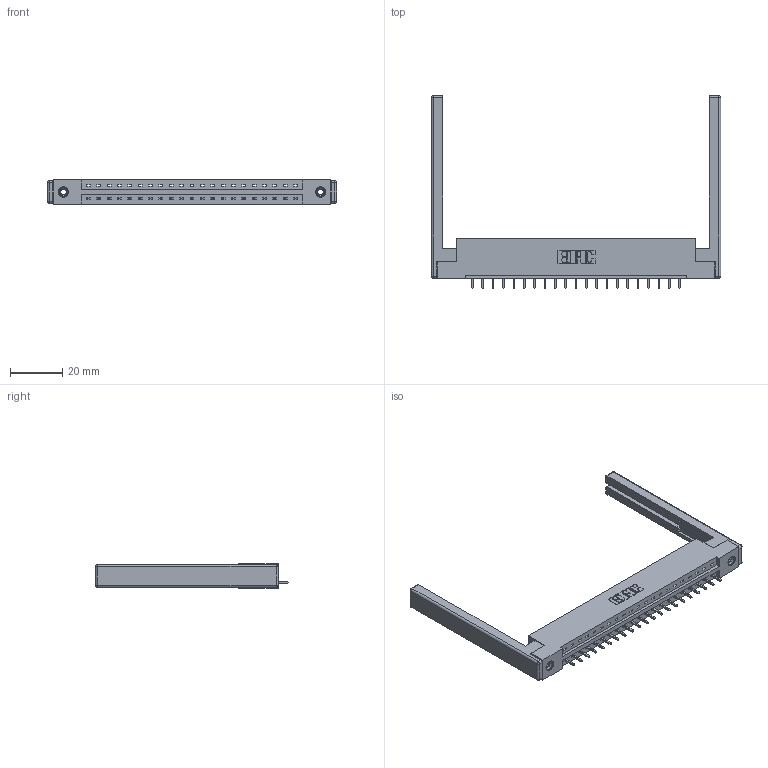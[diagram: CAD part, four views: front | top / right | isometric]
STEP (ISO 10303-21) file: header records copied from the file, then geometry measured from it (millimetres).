
FILE_DESCRIPTION (( 'STEP AP203' ), '1' );
FILE_NAME ('387-021-521-168.STEP', '2019-10-02T23:30:12', ( '' ), ( '' ), 'SwSTEP 2.0', 'SolidWorks 2016', '' );
FILE_SCHEMA (( 'CONFIG_CONTROL_DESIGN' ));
Length unit declared in the file: inch
Products named in the file (5): 345-250-001_345-250-001-102; 387-021-521-168; 337 Part_Flush Mounting Lugs - 0.156 Dia-TI; 307-220-068; 345-292-001_345-293-121
Assembly tree (26 placements, depth 2):
  387-021-521-168
    337 Part_Flush Mounting Lugs - 0.156 Dia-TI
    345-292-001_345-293-121  x21
    345-250-001_345-250-001-102  x2
    307-220-068  x2
Bounding box: 110.64 x 73.79 x 9.4 mm (x, y, z)
Volume: 15568.1 mm3; surface area: 15272.5 mm2
Topology: 26 solids, 26 shells, 1570 faces, 4649 edges, 3050 vertices
Faces by surface type: plane 1124, cylinder 422, cone 12, sphere 8, torus 4
Entity records: 21104 total; most frequent: CARTESIAN_POINT 3630, ORIENTED_EDGE 3576, DIRECTION 3172, EDGE_CURVE 1788, VECTOR 1610, LINE 1610, VERTEX_POINT 1182, AXIS2_PLACEMENT_3D 781
